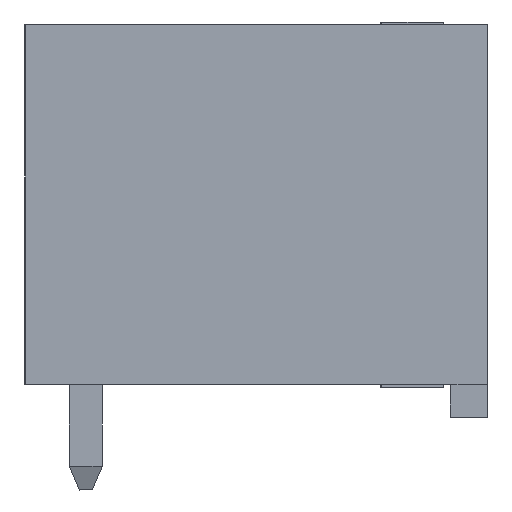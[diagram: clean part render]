
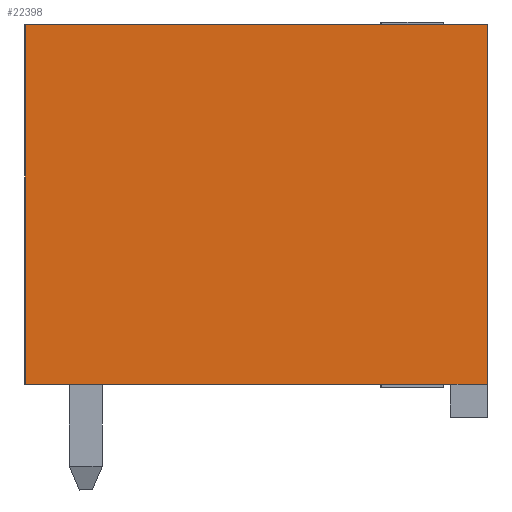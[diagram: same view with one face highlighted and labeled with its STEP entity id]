
A CAD part, left-side view. The second image highlights one B-rep face of the part: STEP entity #22398.
In plain terms, the highlighted planar face has unit normal (-1, 0, 0).
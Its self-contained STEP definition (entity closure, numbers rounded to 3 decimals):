
#22370=AXIS2_PLACEMENT_3D('Plane Axis2P3D',#22367,#22368,#22369) ;
#21768=CARTESIAN_POINT('Vertex',(0.,0.,14.1)) ;
#21771=CARTESIAN_POINT('Line Origine',(0.,0.,8.65)) ;
#21775=CARTESIAN_POINT('Vertex',(0.,0.,3.2)) ;
#22246=CARTESIAN_POINT('Vertex',(0.,14.,14.1)) ;
#22249=CARTESIAN_POINT('Line Origine',(0.,7.,14.1)) ;
#22367=CARTESIAN_POINT('Axis2P3D Location',(0.,0.,14.1)) ;
#22372=CARTESIAN_POINT('Line Origine',(0.,14.,8.65)) ;
#22376=CARTESIAN_POINT('Vertex',(0.,14.,3.2)) ;
#22379=CARTESIAN_POINT('Line Origine',(0.,7.55,3.2)) ;
#22383=CARTESIAN_POINT('Vertex',(0.,1.1,3.2)) ;
#22386=CARTESIAN_POINT('Line Origine',(0.,0.55,3.2)) ;
#21772=DIRECTION('Vector Direction',(0.,0.,-1.)) ;
#22250=DIRECTION('Vector Direction',(0.,1.,0.)) ;
#22368=DIRECTION('Axis2P3D Direction',(-1.,0.,0.)) ;
#22369=DIRECTION('Axis2P3D XDirection',(0.,1.,0.)) ;
#22373=DIRECTION('Vector Direction',(0.,0.,-1.)) ;
#22380=DIRECTION('Vector Direction',(0.,1.,0.)) ;
#22387=DIRECTION('Vector Direction',(0.,1.,0.)) ;
#21773=VECTOR('Line Direction',#21772,1.) ;
#22251=VECTOR('Line Direction',#22250,1.) ;
#22374=VECTOR('Line Direction',#22373,1.) ;
#22381=VECTOR('Line Direction',#22380,1.) ;
#22388=VECTOR('Line Direction',#22387,1.) ;
#22392=ORIENTED_EDGE('',*,*,#22378,.T.) ;
#22393=ORIENTED_EDGE('',*,*,#22385,.F.) ;
#22394=ORIENTED_EDGE('',*,*,#22390,.F.) ;
#22395=ORIENTED_EDGE('',*,*,#21777,.F.) ;
#22396=ORIENTED_EDGE('',*,*,#22253,.T.) ;
#22398=ADVANCED_FACE('Housing',(#22397),#22371,.T.) ;
#21777=EDGE_CURVE('',#21769,#21776,#21774,.T.) ;
#22253=EDGE_CURVE('',#21769,#22247,#22252,.T.) ;
#22378=EDGE_CURVE('',#22247,#22377,#22375,.T.) ;
#22385=EDGE_CURVE('',#22384,#22377,#22382,.T.) ;
#22390=EDGE_CURVE('',#21776,#22384,#22389,.T.) ;
#22391=EDGE_LOOP('',(#22392,#22393,#22394,#22395,#22396)) ;
#22397=FACE_OUTER_BOUND('',#22391,.T.) ;
#21774=LINE('Line',#21771,#21773) ;
#22252=LINE('Line',#22249,#22251) ;
#22375=LINE('Line',#22372,#22374) ;
#22382=LINE('Line',#22379,#22381) ;
#22389=LINE('Line',#22386,#22388) ;
#22371=PLANE('',#22370) ;
#21769=VERTEX_POINT('',#21768) ;
#21776=VERTEX_POINT('',#21775) ;
#22247=VERTEX_POINT('',#22246) ;
#22377=VERTEX_POINT('',#22376) ;
#22384=VERTEX_POINT('',#22383) ;
